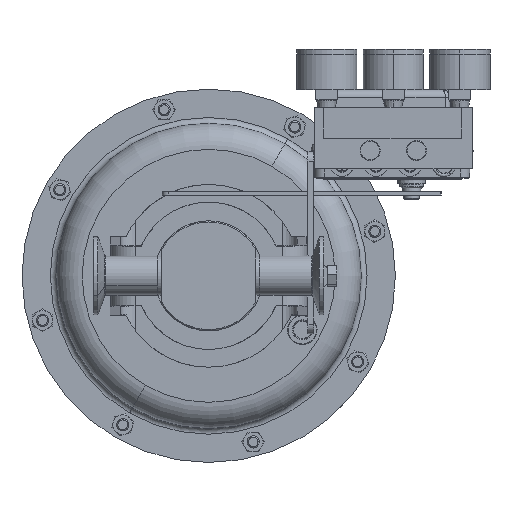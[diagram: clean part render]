
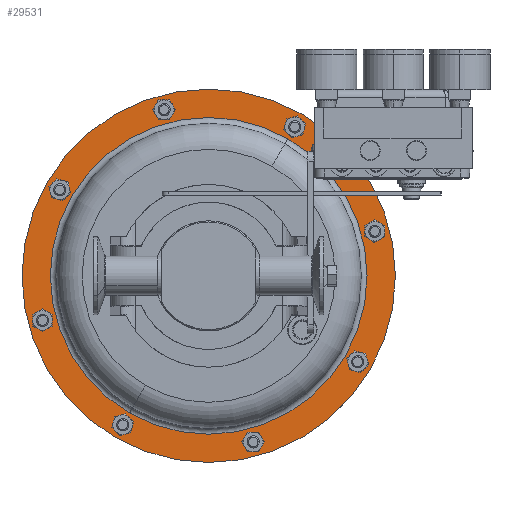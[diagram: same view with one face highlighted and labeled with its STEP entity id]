
A CAD part, front view. The second image highlights one B-rep face of the part: STEP entity #29531.
In plain terms, the highlighted planar face has unit normal (0, -1, 0).
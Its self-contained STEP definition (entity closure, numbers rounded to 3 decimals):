
#3689 = DIRECTION ( 'NONE',  ( 0.5, 0., 0.866 ) ) ;
#7497 = CARTESIAN_POINT ( 'NONE',  ( 4.114, 11.486, -2.375 ) ) ;
#7969 = CARTESIAN_POINT ( 'NONE',  ( 0., 11.486, 0. ) ) ;
#10366 = AXIS2_PLACEMENT_3D ( 'NONE', #76531, #33289, #62683 ) ;
#12578 = VERTEX_POINT ( 'NONE', #40227 ) ;
#14563 = FACE_BOUND ( 'NONE', #19708, .T. ) ;
#16105 = CARTESIAN_POINT ( 'NONE',  ( 0., 11.486, 0. ) ) ;
#19708 = EDGE_LOOP ( 'NONE', ( #38674, #88711 ) ) ;
#22714 = DIRECTION ( 'NONE',  ( 0., 1., 0. ) ) ;
#24815 = DIRECTION ( 'NONE',  ( 0., 1., 0. ) ) ;
#29531 = ADVANCED_FACE ( 'NONE', ( #14563, #40517 ), #29577, .T. ) ;
#29577 = PLANE ( 'NONE',  #53946 ) ;
#29714 = DIRECTION ( 'NONE',  ( 0., 1., 0. ) ) ;
#33289 = DIRECTION ( 'NONE',  ( 0., 1., 0. ) ) ;
#33565 = ORIENTED_EDGE ( 'NONE', *, *, #52589, .F. ) ;
#34296 = EDGE_CURVE ( 'NONE', #61238, #75789, #51200, .T. ) ;
#35639 = AXIS2_PLACEMENT_3D ( 'NONE', #7969, #29714, #65965 ) ;
#37236 = DIRECTION ( 'NONE',  ( 0.5, 0., 0.866 ) ) ;
#37592 = CARTESIAN_POINT ( 'NONE',  ( 2.014, 11.486, 3.489 ) ) ;
#38674 = ORIENTED_EDGE ( 'NONE', *, *, #86714, .T. ) ;
#39012 = EDGE_LOOP ( 'NONE', ( #33565, #56980 ) ) ;
#40227 = CARTESIAN_POINT ( 'NONE',  ( 2.375, 11.486, 4.114 ) ) ;
#40517 = FACE_OUTER_BOUND ( 'NONE', #39012, .T. ) ;
#40853 = CARTESIAN_POINT ( 'NONE',  ( -2.014, 11.486, -3.489 ) ) ;
#46276 = CARTESIAN_POINT ( 'NONE',  ( 0., 11.486, 0. ) ) ;
#50150 = CIRCLE ( 'NONE', #75740, 4.75 ) ;
#51064 = DIRECTION ( 'NONE',  ( 0., -1., 0. ) ) ;
#51148 = CIRCLE ( 'NONE', #35639, 4.75 ) ;
#51200 = CIRCLE ( 'NONE', #68687, 4.029 ) ;
#52589 = EDGE_CURVE ( 'NONE', #12578, #88268, #50150, .T. ) ;
#53946 = AXIS2_PLACEMENT_3D ( 'NONE', #7497, #51064, #73395 ) ;
#56980 = ORIENTED_EDGE ( 'NONE', *, *, #71263, .F. ) ;
#61238 = VERTEX_POINT ( 'NONE', #40853 ) ;
#62683 = DIRECTION ( 'NONE',  ( 0.5, 0., 0.866 ) ) ;
#65010 = CARTESIAN_POINT ( 'NONE',  ( -2.375, 11.486, -4.114 ) ) ;
#65965 = DIRECTION ( 'NONE',  ( 0.5, 0., 0.866 ) ) ;
#68687 = AXIS2_PLACEMENT_3D ( 'NONE', #16105, #22714, #37236 ) ;
#71263 = EDGE_CURVE ( 'NONE', #88268, #12578, #51148, .T. ) ;
#73395 = DIRECTION ( 'NONE',  ( -0.5, 0., -0.866 ) ) ;
#75740 = AXIS2_PLACEMENT_3D ( 'NONE', #46276, #24815, #3689 ) ;
#75789 = VERTEX_POINT ( 'NONE', #37592 ) ;
#76531 = CARTESIAN_POINT ( 'NONE',  ( 0., 11.486, 0. ) ) ;
#86714 = EDGE_CURVE ( 'NONE', #75789, #61238, #90487, .T. ) ;
#88268 = VERTEX_POINT ( 'NONE', #65010 ) ;
#88711 = ORIENTED_EDGE ( 'NONE', *, *, #34296, .T. ) ;
#90487 = CIRCLE ( 'NONE', #10366, 4.029 ) ;
